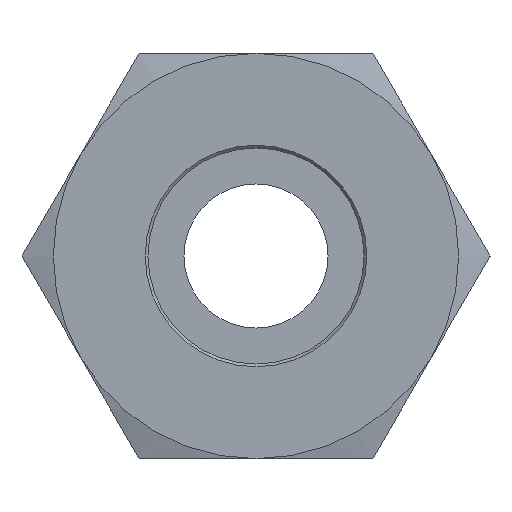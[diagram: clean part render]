
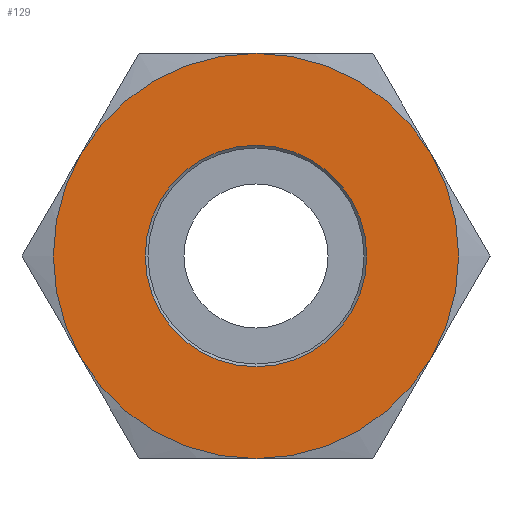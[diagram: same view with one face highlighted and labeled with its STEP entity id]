
A CAD part, left-side view. The second image highlights one B-rep face of the part: STEP entity #129.
In plain terms, the highlighted planar face has unit normal (-1, 0, 0).
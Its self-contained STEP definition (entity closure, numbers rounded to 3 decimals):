
#129 = ADVANCED_FACE( '', ( #274, #275 ), #276, .F. );
#274 = FACE_OUTER_BOUND( '', #457, .T. );
#275 = FACE_BOUND( '', #458, .T. );
#276 = PLANE( '', #459 );
#457 = EDGE_LOOP( '', ( #911, #912, #913, #914, #915, #916 ) );
#458 = EDGE_LOOP( '', ( #917 ) );
#459 = AXIS2_PLACEMENT_3D( '', #918, #919, #920 );
#911 = ORIENTED_EDGE( '', *, *, #1209, .F. );
#912 = ORIENTED_EDGE( '', *, *, #1210, .F. );
#913 = ORIENTED_EDGE( '', *, *, #1208, .F. );
#914 = ORIENTED_EDGE( '', *, *, #1211, .F. );
#915 = ORIENTED_EDGE( '', *, *, #1207, .F. );
#916 = ORIENTED_EDGE( '', *, *, #1206, .F. );
#917 = ORIENTED_EDGE( '', *, *, #1212, .T. );
#918 = CARTESIAN_POINT( '', ( -30., 0., 0. ) );
#919 = DIRECTION( '', ( 1., 0., 0. ) );
#920 = DIRECTION( '', ( 0., 0., -1. ) );
#1206 = EDGE_CURVE( '', #1263, #1450, #1454, .T. );
#1207 = EDGE_CURVE( '', #1450, #1251, #1455, .T. );
#1208 = EDGE_CURVE( '', #1239, #1283, #1456, .T. );
#1209 = EDGE_CURVE( '', #1275, #1263, #1457, .T. );
#1210 = EDGE_CURVE( '', #1283, #1275, #1458, .T. );
#1211 = EDGE_CURVE( '', #1251, #1239, #1459, .T. );
#1212 = EDGE_CURVE( '', #1460, #1460, #1461, .T. );
#1239 = VERTEX_POINT( '', #1505 );
#1251 = VERTEX_POINT( '', #1539 );
#1263 = VERTEX_POINT( '', #1577 );
#1275 = VERTEX_POINT( '', #1611 );
#1283 = VERTEX_POINT( '', #1640 );
#1450 = VERTEX_POINT( '', #2038 );
#1454 = CIRCLE( '', #2057, 15. );
#1455 = CIRCLE( '', #2058, 15. );
#1456 = CIRCLE( '', #2059, 15. );
#1457 = CIRCLE( '', #2060, 15. );
#1458 = CIRCLE( '', #2061, 15. );
#1459 = CIRCLE( '', #2062, 15. );
#1460 = VERTEX_POINT( '', #2063 );
#1461 = CIRCLE( '', #2064, 8.2 );
#1505 = CARTESIAN_POINT( '', ( -30., -12.99, -7.5 ) );
#1539 = CARTESIAN_POINT( '', ( -30., -12.99, 7.5 ) );
#1577 = CARTESIAN_POINT( '', ( -30., 12.99, 7.5 ) );
#1611 = CARTESIAN_POINT( '', ( -30., 12.99, -7.5 ) );
#1640 = CARTESIAN_POINT( '', ( -30., 0., -15. ) );
#2038 = CARTESIAN_POINT( '', ( -30., 0., 15. ) );
#2057 = AXIS2_PLACEMENT_3D( '', #2259, #2260, #2261 );
#2058 = AXIS2_PLACEMENT_3D( '', #2262, #2263, #2264 );
#2059 = AXIS2_PLACEMENT_3D( '', #2265, #2266, #2267 );
#2060 = AXIS2_PLACEMENT_3D( '', #2268, #2269, #2270 );
#2061 = AXIS2_PLACEMENT_3D( '', #2271, #2272, #2273 );
#2062 = AXIS2_PLACEMENT_3D( '', #2274, #2275, #2276 );
#2063 = CARTESIAN_POINT( '', ( -30., 0., -8.2 ) );
#2064 = AXIS2_PLACEMENT_3D( '', #2277, #2278, #2279 );
#2259 = CARTESIAN_POINT( '', ( -30., 0., 0. ) );
#2260 = DIRECTION( '', ( 1., 0., 0. ) );
#2261 = DIRECTION( '', ( 0., 0., -1. ) );
#2262 = CARTESIAN_POINT( '', ( -30., 0., 0. ) );
#2263 = DIRECTION( '', ( 1., 0., 0. ) );
#2264 = DIRECTION( '', ( 0., 0., -1. ) );
#2265 = CARTESIAN_POINT( '', ( -30., 0., 0. ) );
#2266 = DIRECTION( '', ( 1., 0., 0. ) );
#2267 = DIRECTION( '', ( 0., 0., -1. ) );
#2268 = CARTESIAN_POINT( '', ( -30., 0., 0. ) );
#2269 = DIRECTION( '', ( 1., 0., 0. ) );
#2270 = DIRECTION( '', ( 0., 0., -1. ) );
#2271 = CARTESIAN_POINT( '', ( -30., 0., 0. ) );
#2272 = DIRECTION( '', ( 1., 0., 0. ) );
#2273 = DIRECTION( '', ( 0., 0., -1. ) );
#2274 = CARTESIAN_POINT( '', ( -30., 0., 0. ) );
#2275 = DIRECTION( '', ( 1., 0., 0. ) );
#2276 = DIRECTION( '', ( 0., 0., -1. ) );
#2277 = CARTESIAN_POINT( '', ( -30., 0., 0. ) );
#2278 = DIRECTION( '', ( 1., 0., 0. ) );
#2279 = DIRECTION( '', ( 0., 0., -1. ) );
